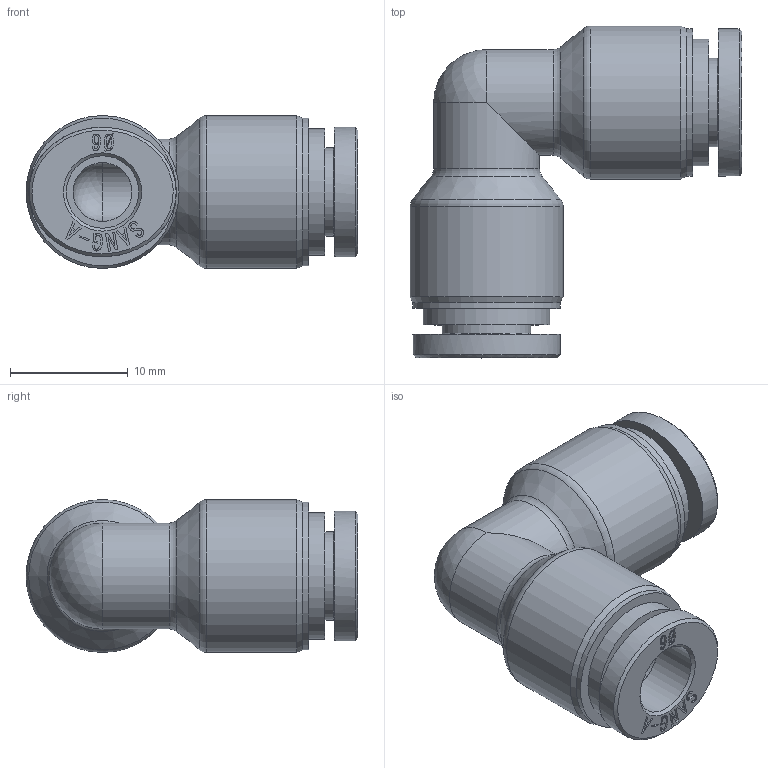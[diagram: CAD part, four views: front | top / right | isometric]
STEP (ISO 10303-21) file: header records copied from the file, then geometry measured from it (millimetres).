
FILE_DESCRIPTION((''),'2;1');
FILE_NAME('F-PUL 06.stp','2020-12-04T16:32:15',('Administrator'),(''),'Autodesk Inventor 2013','Autodesk Inventor 2013','');
FILE_SCHEMA(('CONFIG_CONTROL_DESIGN'));
Length unit declared in the file: millimetre
Products named in the file (3): 조립품51; F-PUL 06 BODY; F-SLEEVE 06(SUS)
Assembly tree (3 placements, depth 2):
  조립품51
    F-PUL 06 BODY
    F-SLEEVE 06(SUS)  x2
Bounding box: 28.2 x 28.2 x 13 mm (x, y, z)
Volume: 3157.2 mm3; surface area: 3062.6 mm2
Topology: 3 solids, 3 shells, 346 faces, 910 edges, 602 vertices
Faces by surface type: plane 160, bspline 156, cylinder 16, cone 8, torus 4, sphere 2
Full cylindrical faces by diameter (mm): 5 x2, 6.15 x2, 6.2 x2, 7.5 x2, 9 x2, 10.75 x2, 12.55 x2, 13 x2
Entity records: 5690 total; most frequent: CARTESIAN_POINT 1707, ORIENTED_EDGE 898, DIRECTION 556, EDGE_CURVE 449, VERTEX_POINT 309, VECTOR 260, LINE 260, EDGE_LOOP 230
